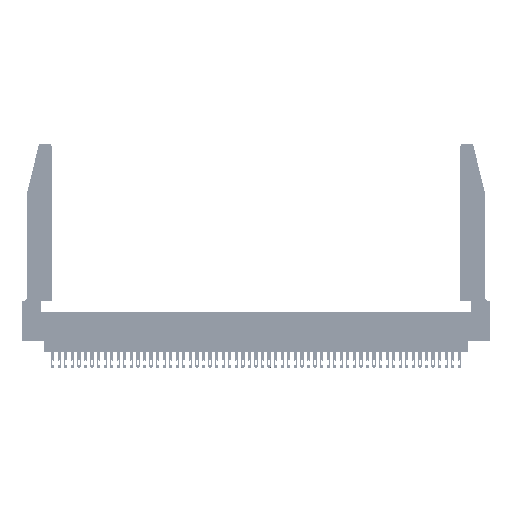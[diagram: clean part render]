
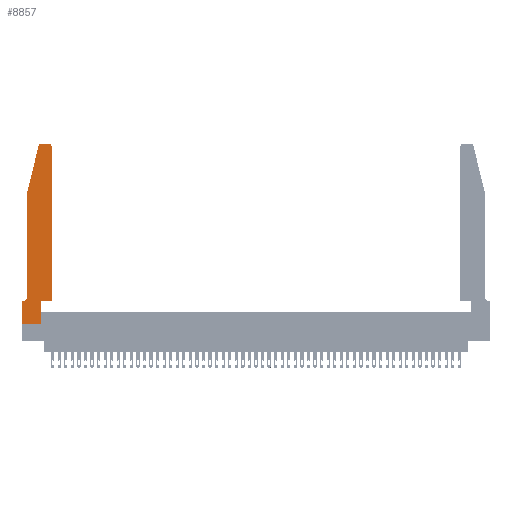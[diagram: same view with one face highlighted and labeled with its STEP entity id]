
A CAD part, top view. The second image highlights one B-rep face of the part: STEP entity #8857.
In plain terms, the highlighted planar face has unit normal (0, 0, 1).
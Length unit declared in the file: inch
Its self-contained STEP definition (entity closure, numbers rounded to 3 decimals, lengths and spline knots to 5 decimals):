
#871 = CARTESIAN_POINT ( 'NONE',  ( 0.2865, 0.35, 0.37 ) ) ;
#1527 = DIRECTION ( 'NONE',  ( -1., 0., 0. ) ) ;
#1767 = ORIENTED_EDGE ( 'NONE', *, *, #25403, .T. ) ;
#2732 = CARTESIAN_POINT ( 'NONE',  ( 0., 0.35, 0.37 ) ) ;
#3480 = ORIENTED_EDGE ( 'NONE', *, *, #21936, .T. ) ;
#3868 = VERTEX_POINT ( 'NONE', #49603 ) ;
#4018 = EDGE_CURVE ( 'NONE', #33720, #8504, #19759, .T. ) ;
#4306 = LINE ( 'NONE', #44031, #17967 ) ;
#4661 = DIRECTION ( 'NONE',  ( 1., 0., 0. ) ) ;
#4894 = EDGE_CURVE ( 'NONE', #10722, #20960, #41427, .T. ) ;
#5710 = DIRECTION ( 'NONE',  ( -0.239, -0.971, 0. ) ) ;
#6572 = ORIENTED_EDGE ( 'NONE', *, *, #17918, .T. ) ;
#6733 = VERTEX_POINT ( 'NONE', #41709 ) ;
#7050 = CARTESIAN_POINT ( 'NONE',  ( 0.0755, 2., 0.37 ) ) ;
#7148 = LINE ( 'NONE', #10899, #47548 ) ;
#7171 = DIRECTION ( 'NONE',  ( 1., 0., 0. ) ) ;
#7951 = CARTESIAN_POINT ( 'NONE',  ( 0.4205, 2.75, 0.37 ) ) ;
#7967 = CARTESIAN_POINT ( 'NONE',  ( 0.0055, 0.35, 0.37 ) ) ;
#8136 = ORIENTED_EDGE ( 'NONE', *, *, #28809, .T. ) ;
#8504 = VERTEX_POINT ( 'NONE', #36861 ) ;
#8857 = ADVANCED_FACE ( 'NONE', ( #32300 ), #18418, .T. ) ;
#9018 = DIRECTION ( 'NONE',  ( 0., 0., -1. ) ) ;
#9143 = DIRECTION ( 'NONE',  ( 0., -1., 0. ) ) ;
#9366 = AXIS2_PLACEMENT_3D ( 'NONE', #35849, #27444, #15667 ) ;
#9938 = CARTESIAN_POINT ( 'NONE',  ( 0.0755, 2., 0.37 ) ) ;
#10276 = CARTESIAN_POINT ( 'NONE',  ( 0.4505, 2.72, 0.37 ) ) ;
#10722 = VERTEX_POINT ( 'NONE', #33960 ) ;
#10899 = CARTESIAN_POINT ( 'NONE',  ( 0.2865, 0.35, 0.37 ) ) ;
#12008 = CARTESIAN_POINT ( 'NONE',  ( 0.25487, 2.72718, 0.37 ) ) ;
#12893 = CIRCLE ( 'NONE', #9366, 0.03 ) ;
#14010 = DIRECTION ( 'NONE',  ( 0., 1., 0. ) ) ;
#14708 = CARTESIAN_POINT ( 'NONE',  ( 0.2865, 0., 0.37 ) ) ;
#15547 = VECTOR ( 'NONE', #40695, 39.37008 ) ;
#15667 = DIRECTION ( 'NONE',  ( 1., 0., 0. ) ) ;
#17562 = EDGE_CURVE ( 'NONE', #35186, #10722, #22997, .T. ) ;
#17918 = EDGE_CURVE ( 'NONE', #3868, #29767, #4306, .T. ) ;
#17967 = VECTOR ( 'NONE', #21989, 39.37008 ) ;
#18418 = PLANE ( 'NONE',  #44120 ) ;
#18889 = ORIENTED_EDGE ( 'NONE', *, *, #45740, .T. ) ;
#19759 = LINE ( 'NONE', #9938, #34076 ) ;
#20024 = EDGE_CURVE ( 'NONE', #34993, #3868, #33290, .T. ) ;
#20500 = LINE ( 'NONE', #20835, #29797 ) ;
#20835 = CARTESIAN_POINT ( 'NONE',  ( 0.4505, 0.35, 0.37 ) ) ;
#20874 = CIRCLE ( 'NONE', #29819, 0.07 ) ;
#20960 = VERTEX_POINT ( 'NONE', #12008 ) ;
#20982 = CARTESIAN_POINT ( 'NONE',  ( 0.2605, 2.75, 0.37 ) ) ;
#21307 = EDGE_LOOP ( 'NONE', ( #33620, #23846, #21336, #36250, #41981, #33678, #43249, #6572, #18889, #8136, #3480, #1767 ) ) ;
#21317 = DIRECTION ( 'NONE',  ( -1., 0., 0. ) ) ;
#21336 = ORIENTED_EDGE ( 'NONE', *, *, #31642, .T. ) ;
#21351 = VERTEX_POINT ( 'NONE', #10276 ) ;
#21744 = VECTOR ( 'NONE', #21317, 39.37008 ) ;
#21936 = EDGE_CURVE ( 'NONE', #6733, #21351, #39984, .T. ) ;
#21989 = DIRECTION ( 'NONE',  ( 1., 0., 0. ) ) ;
#22997 = LINE ( 'NONE', #20982, #21744 ) ;
#23846 = ORIENTED_EDGE ( 'NONE', *, *, #4894, .T. ) ;
#24732 = CARTESIAN_POINT ( 'NONE',  ( 0.0055, 0.42, 0.37 ) ) ;
#25022 = CARTESIAN_POINT ( 'NONE',  ( 0., 0., 0.37 ) ) ;
#25403 = EDGE_CURVE ( 'NONE', #21351, #35186, #12893, .T. ) ;
#26099 = CARTESIAN_POINT ( 'NONE',  ( 0.4505, 0.35, 0.37 ) ) ;
#27444 = DIRECTION ( 'NONE',  ( 0., 0., 1. ) ) ;
#27899 = LINE ( 'NONE', #32546, #15547 ) ;
#28407 = DIRECTION ( 'NONE',  ( 0., 0., 1. ) ) ;
#28809 = EDGE_CURVE ( 'NONE', #43387, #6733, #20500, .T. ) ;
#29447 = CARTESIAN_POINT ( 'NONE',  ( 0.0755, 2., 0.37 ) ) ;
#29767 = VERTEX_POINT ( 'NONE', #14708 ) ;
#29797 = VECTOR ( 'NONE', #48830, 39.37008 ) ;
#29812 = DIRECTION ( 'NONE',  ( 0., -1., 0. ) ) ;
#29819 = AXIS2_PLACEMENT_3D ( 'NONE', #24732, #9018, #1527 ) ;
#30136 = VERTEX_POINT ( 'NONE', #7967 ) ;
#31642 = EDGE_CURVE ( 'NONE', #20960, #33720, #43187, .T. ) ;
#31719 = AXIS2_PLACEMENT_3D ( 'NONE', #48304, #28407, #4661 ) ;
#32300 = FACE_OUTER_BOUND ( 'NONE', #21307, .T. ) ;
#32546 = CARTESIAN_POINT ( 'NONE',  ( 0.0755, 0.35, 0.37 ) ) ;
#33290 = LINE ( 'NONE', #25022, #38288 ) ;
#33620 = ORIENTED_EDGE ( 'NONE', *, *, #17562, .T. ) ;
#33678 = ORIENTED_EDGE ( 'NONE', *, *, #49588, .T. ) ;
#33720 = VERTEX_POINT ( 'NONE', #7050 ) ;
#33960 = CARTESIAN_POINT ( 'NONE',  ( 0.284, 2.75, 0.37 ) ) ;
#34076 = VECTOR ( 'NONE', #29812, 39.37008 ) ;
#34723 = EDGE_CURVE ( 'NONE', #8504, #30136, #20874, .T. ) ;
#34993 = VERTEX_POINT ( 'NONE', #2732 ) ;
#35186 = VERTEX_POINT ( 'NONE', #7951 ) ;
#35849 = CARTESIAN_POINT ( 'NONE',  ( 0.4205, 2.72, 0.37 ) ) ;
#36250 = ORIENTED_EDGE ( 'NONE', *, *, #4018, .T. ) ;
#36861 = CARTESIAN_POINT ( 'NONE',  ( 0.0755, 0.42, 0.37 ) ) ;
#38288 = VECTOR ( 'NONE', #9143, 39.37008 ) ;
#39984 = LINE ( 'NONE', #26099, #42512 ) ;
#40695 = DIRECTION ( 'NONE',  ( -1., 0., 0. ) ) ;
#41427 = CIRCLE ( 'NONE', #31719, 0.03 ) ;
#41709 = CARTESIAN_POINT ( 'NONE',  ( 0.4505, 0.35, 0.37 ) ) ;
#41981 = ORIENTED_EDGE ( 'NONE', *, *, #34723, .T. ) ;
#42412 = DIRECTION ( 'NONE',  ( 0., 0., 1. ) ) ;
#42512 = VECTOR ( 'NONE', #14010, 39.37008 ) ;
#43187 = LINE ( 'NONE', #29447, #44410 ) ;
#43249 = ORIENTED_EDGE ( 'NONE', *, *, #20024, .T. ) ;
#43387 = VERTEX_POINT ( 'NONE', #871 ) ;
#44031 = CARTESIAN_POINT ( 'NONE',  ( 0., 0., 0.37 ) ) ;
#44120 = AXIS2_PLACEMENT_3D ( 'NONE', #50242, #42412, #7171 ) ;
#44410 = VECTOR ( 'NONE', #5710, 39.37008 ) ;
#45740 = EDGE_CURVE ( 'NONE', #29767, #43387, #7148, .T. ) ;
#46809 = DIRECTION ( 'NONE',  ( 0., 1., 0. ) ) ;
#47548 = VECTOR ( 'NONE', #46809, 39.37008 ) ;
#48304 = CARTESIAN_POINT ( 'NONE',  ( 0.284, 2.72, 0.37 ) ) ;
#48830 = DIRECTION ( 'NONE',  ( 1., 0., 0. ) ) ;
#49588 = EDGE_CURVE ( 'NONE', #30136, #34993, #27899, .T. ) ;
#49603 = CARTESIAN_POINT ( 'NONE',  ( 0., 0., 0.37 ) ) ;
#50242 = CARTESIAN_POINT ( 'NONE',  ( 0., 0.35, 0.37 ) ) ;
